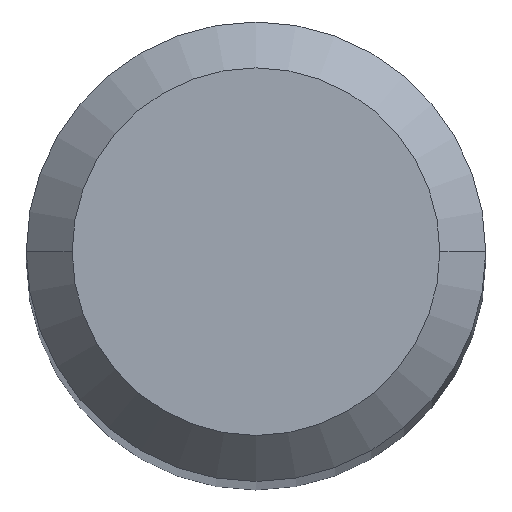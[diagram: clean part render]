
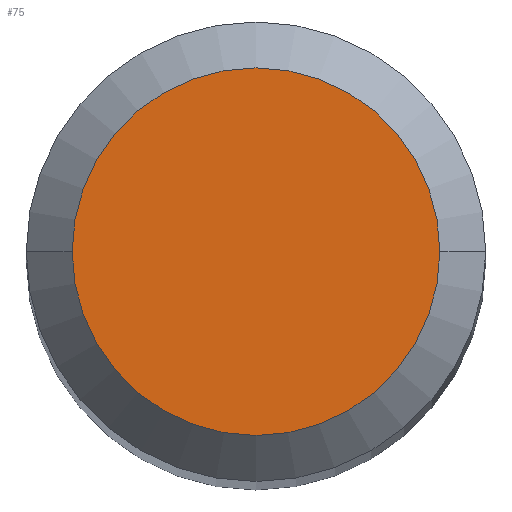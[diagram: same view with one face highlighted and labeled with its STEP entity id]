
A CAD part, top view. The second image highlights one B-rep face of the part: STEP entity #75.
In plain terms, the highlighted planar face has unit normal (0, 0, 1).
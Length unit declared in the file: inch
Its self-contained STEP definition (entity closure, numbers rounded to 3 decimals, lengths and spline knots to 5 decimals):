
#7 = DIRECTION ( 'NONE',  ( 0., 0., -1. ) ) ;
#16 = ORIENTED_EDGE ( 'NONE', *, *, #320, .T. ) ;
#18 = CARTESIAN_POINT ( 'NONE',  ( 0.04724, 0., 0. ) ) ;
#23 = DIRECTION ( 'NONE',  ( 0., 0., 1. ) ) ;
#35 = AXIS2_PLACEMENT_3D ( 'NONE', #308, #373, #78 ) ;
#75 = ADVANCED_FACE ( 'NONE', ( #466 ), #353, .F. ) ;
#78 = DIRECTION ( 'NONE',  ( 1., 0., 0. ) ) ;
#83 = CIRCLE ( 'NONE', #35, 0.04724 ) ;
#117 = EDGE_LOOP ( 'NONE', ( #350, #16 ) ) ;
#120 = VERTEX_POINT ( 'NONE', #420 ) ;
#145 = AXIS2_PLACEMENT_3D ( 'NONE', #222, #23, #183 ) ;
#183 = DIRECTION ( 'NONE',  ( 1., 0., 0. ) ) ;
#213 = CIRCLE ( 'NONE', #145, 0.04724 ) ;
#214 = DIRECTION ( 'NONE',  ( -1., 0., 0. ) ) ;
#222 = CARTESIAN_POINT ( 'NONE',  ( 0., 0., 0. ) ) ;
#240 = VERTEX_POINT ( 'NONE', #18 ) ;
#266 = EDGE_CURVE ( 'NONE', #120, #240, #213, .T. ) ;
#308 = CARTESIAN_POINT ( 'NONE',  ( 0., 0., 0. ) ) ;
#320 = EDGE_CURVE ( 'NONE', #240, #120, #83, .T. ) ;
#336 = AXIS2_PLACEMENT_3D ( 'NONE', #387, #7, #214 ) ;
#350 = ORIENTED_EDGE ( 'NONE', *, *, #266, .T. ) ;
#353 = PLANE ( 'NONE',  #336 ) ;
#373 = DIRECTION ( 'NONE',  ( 0., 0., 1. ) ) ;
#387 = CARTESIAN_POINT ( 'NONE',  ( 0., 0., 0. ) ) ;
#420 = CARTESIAN_POINT ( 'NONE',  ( -0.04724, 0., 0. ) ) ;
#466 = FACE_OUTER_BOUND ( 'NONE', #117, .T. ) ;
